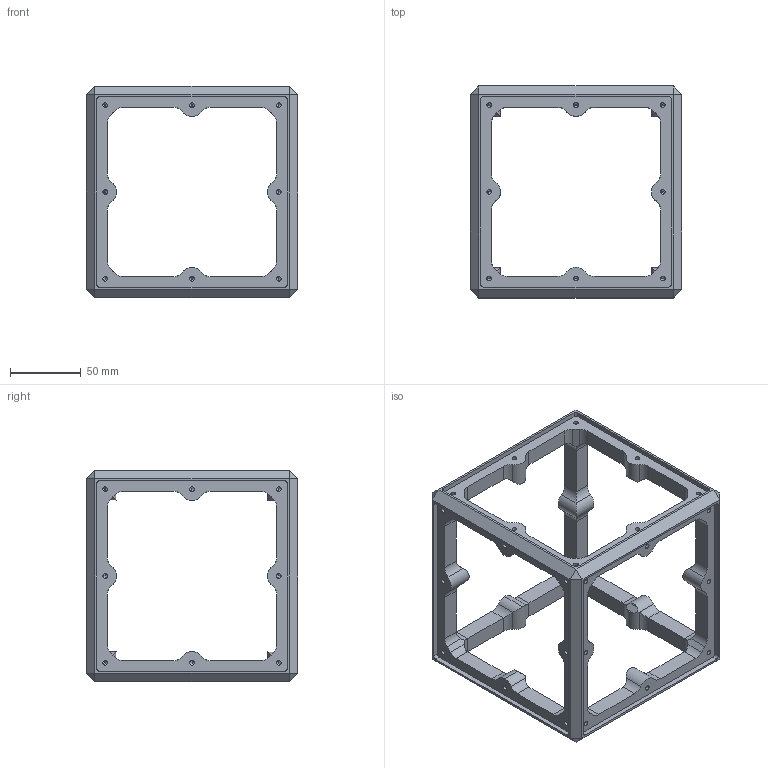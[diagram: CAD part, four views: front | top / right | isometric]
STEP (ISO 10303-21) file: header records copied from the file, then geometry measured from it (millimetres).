
FILE_DESCRIPTION (( 'STEP AP203' ), '1' );
FILE_NAME ('CUBE-150_FRAME(Simple)_02-09.STEP', '2026-02-09T01:25:41', ( '' ), ( '' ), 'SwSTEP 2.0', 'SolidWorks 2024', '' );
FILE_SCHEMA (( 'CONFIG_CONTROL_DESIGN' ));
Length unit declared in the file: millimetre
Products named in the file (1): CUBE-150_FRAME(Simple)_02-09
Bounding box: 150 x 150 x 150 mm (x, y, z)
Volume: 272650.4 mm3; surface area: 97902.6 mm2
Topology: 1 solids, 1 shells, 578 faces, 1554 edges, 876 vertices
Faces by surface type: cylinder 350, plane 132, cone 96
Entity records: 17253 total; most frequent: CARTESIAN_POINT 4003, ORIENTED_EDGE 2916, DIRECTION 2648, EDGE_CURVE 1458, AXIS2_PLACEMENT_3D 945, VERTEX_POINT 876, VECTOR 758, LINE 758
